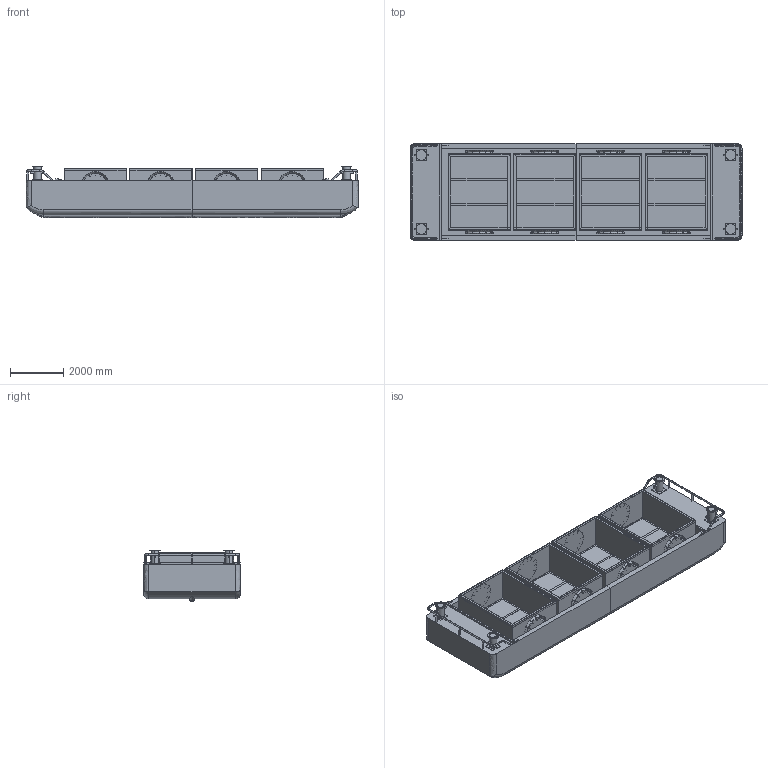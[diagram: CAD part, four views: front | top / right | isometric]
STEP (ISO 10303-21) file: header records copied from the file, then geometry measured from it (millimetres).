
FILE_DESCRIPTION(('FreeCAD Model'),'2;1');
FILE_NAME('Open CASCADE Shape Model','2025-05-03T11:02:23',('FreeCAD'),( 'FreeCAD'),'Open CASCADE STEP processor 7.6','FreeCAD','Unknown');
FILE_SCHEMA(('AUTOMOTIVE_DESIGN { 1 0 10303 214 1 1 1 1 }'));
Products named in the file (1): Open CASCADE STEP translator 7.6 1
Bounding box: 12521.08 x 3651.98 x 1926.55 mm (x, y, z)
Volume: 26741791865.7 mm3; surface area: 388568814.8 mm2
Topology: 339 solids, 400 shells, 2568 faces, 5559 edges, 3676 vertices
Faces by surface type: bspline 2568
Entity records: 65294 total; most frequent: CARTESIAN_POINT 29334, ORIENTED_EDGE 10532, EDGE_CURVE 5541, B_SPLINE_CURVE_WITH_KNOTS 5310, VERTEX_POINT 3672, FACE_BOUND 2580, EDGE_LOOP 2580, ADVANCED_FACE 2568
